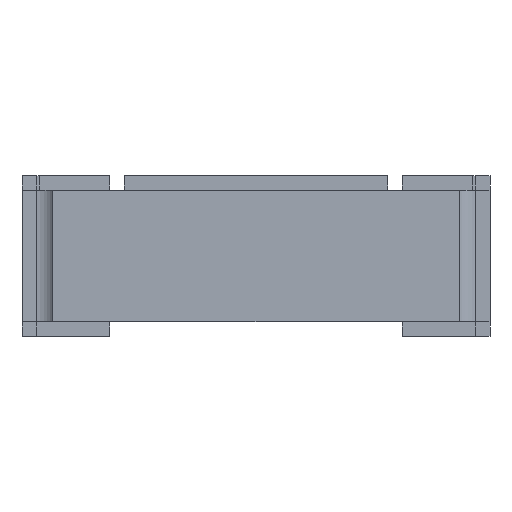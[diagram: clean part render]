
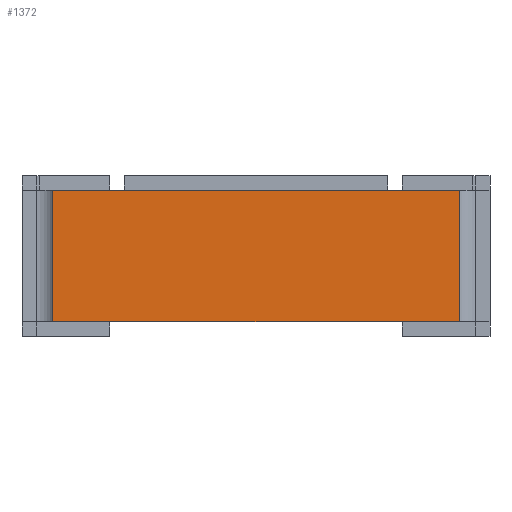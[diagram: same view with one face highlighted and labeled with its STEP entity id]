
A CAD part, front view. The second image highlights one B-rep face of the part: STEP entity #1372.
In plain terms, the highlighted planar face has unit normal (0, -1, 0).
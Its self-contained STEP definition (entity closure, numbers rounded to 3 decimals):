
#190 = VERTEX_POINT('',#191);
#191 = CARTESIAN_POINT('',(0.056,0.,0.5)
  );
#198 = EDGE_CURVE('',#190,#199,#201,.T.);
#199 = VERTEX_POINT('',#200);
#200 = CARTESIAN_POINT('',(1.444,0.,0.5));
#201 = LINE('',#202,#203);
#202 = CARTESIAN_POINT('',(0.,0.,0.5));
#203 = VECTOR('',#204,1.);
#204 = DIRECTION('',(1.,0.,0.));
#520 = VERTEX_POINT('',#521);
#521 = CARTESIAN_POINT('',(0.056,0.,
    0.05));
#528 = EDGE_CURVE('',#520,#529,#531,.T.);
#529 = VERTEX_POINT('',#530);
#530 = CARTESIAN_POINT('',(1.444,0.,0.05));
#531 = LINE('',#532,#533);
#532 = CARTESIAN_POINT('',(0.,0.,0.05));
#533 = VECTOR('',#534,1.);
#534 = DIRECTION('',(1.,0.,0.));
#818 = EDGE_CURVE('',#190,#520,#819,.T.);
#819 = LINE('',#820,#821);
#820 = CARTESIAN_POINT('',(0.056,0.,0.05));
#821 = VECTOR('',#822,1.);
#822 = DIRECTION('',(0.,0.,-1.));
#1359 = EDGE_CURVE('',#199,#529,#1360,.T.);
#1360 = LINE('',#1361,#1362);
#1361 = CARTESIAN_POINT('',(1.444,0.,0.05));
#1362 = VECTOR('',#1363,1.);
#1363 = DIRECTION('',(0.,0.,-1.));
#1372 = ADVANCED_FACE('',(#1373),#1379,.F.);
#1373 = FACE_BOUND('',#1374,.F.);
#1374 = EDGE_LOOP('',(#1375,#1376,#1377,#1378));
#1375 = ORIENTED_EDGE('',*,*,#528,.F.);
#1376 = ORIENTED_EDGE('',*,*,#818,.F.);
#1377 = ORIENTED_EDGE('',*,*,#198,.T.);
#1378 = ORIENTED_EDGE('',*,*,#1359,.T.);
#1379 = PLANE('',#1380);
#1380 = AXIS2_PLACEMENT_3D('',#1381,#1382,#1383);
#1381 = CARTESIAN_POINT('',(0.,0.,0.05));
#1382 = DIRECTION('',(0.,1.,0.));
#1383 = DIRECTION('',(0.,0.,1.));
